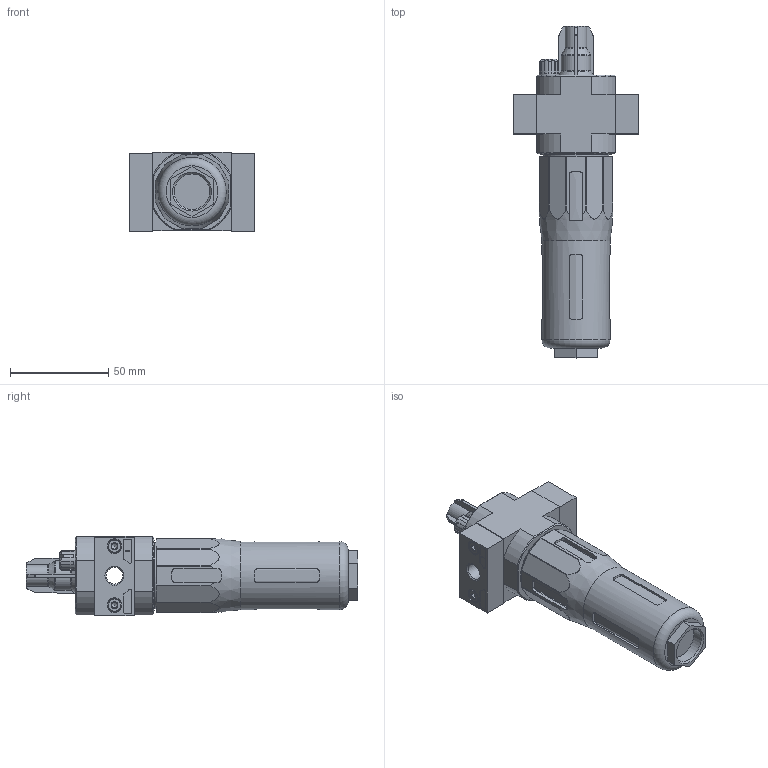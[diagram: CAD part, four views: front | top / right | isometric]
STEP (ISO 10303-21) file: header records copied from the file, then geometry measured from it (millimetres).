
FILE_DESCRIPTION(/* description */ ('STEP AP214'),/* implementation_level */ '2;1');
FILE_NAME(/* name */ '159620_LOE-1_8-D-MINI',/* time_stamp */ '2024-09-02T08:35:58+02:00',/* author */ ('License CC BY-ND 4.0'),/* organization */ ('CADENAS'),/* preprocessor_version */ 'ST-DEVELOPER v19.3',/* originating_system */ 'PARTsolutions',/* authorisation */ ' ');
FILE_SCHEMA (('AUTOMOTIVE_DESIGN {1 0 10303 214 3 1 1}'));
Length unit declared in the file: millimetre
Products named in the file (6): 159620 LOE-1/8-D-MINI; 123582 LOE-D-MINI; 380287 PBL-1/8-D-MINI-R---(0) p1; DIN-912 - M4x16(F); 359787 LF-D-MINI; 380285 PBL-1/8-D-MINI-L---(1) p1
Assembly tree (9 placements, depth 2):
  159620 LOE-1/8-D-MINI
    123582 LOE-D-MINI
    380287 PBL-1/8-D-MINI-R---(0) p1
    DIN-912 - M4x16(F)  x4
    359787 LF-D-MINI  x2
    380285 PBL-1/8-D-MINI-L---(1) p1
Bounding box: 64 x 169 x 40.4 mm (x, y, z)
Volume: 169573 mm3; surface area: 54305.3 mm2
Topology: 9 solids, 9 shells, 574 faces, 1479 edges, 937 vertices
Faces by surface type: plane 292, cylinder 141, cone 117, torus 24
Full cylindrical faces by diameter (mm): 3.2 x1, 3.242 x8, 3.6 x1, 3.8 x1, 4 x4, 5.2 x4, 6.3 x4, 6.5 x2, 7 x4, 8.566 x2, 10 x1, 12.2 x1, 15.7 x1, 15.9 x1, 18 x1, 32.7 x1, 34.7 x1, 34.8 x1, 36 x1
Entity records: 17359 total; most frequent: CARTESIAN_POINT 3366, ORIENTED_EDGE 2388, DIRECTION 2332, EDGE_CURVE 1194, AXIS2_PLACEMENT_3D 901, VERTEX_POINT 825, FACE_BOUND 625, EDGE_LOOP 618
